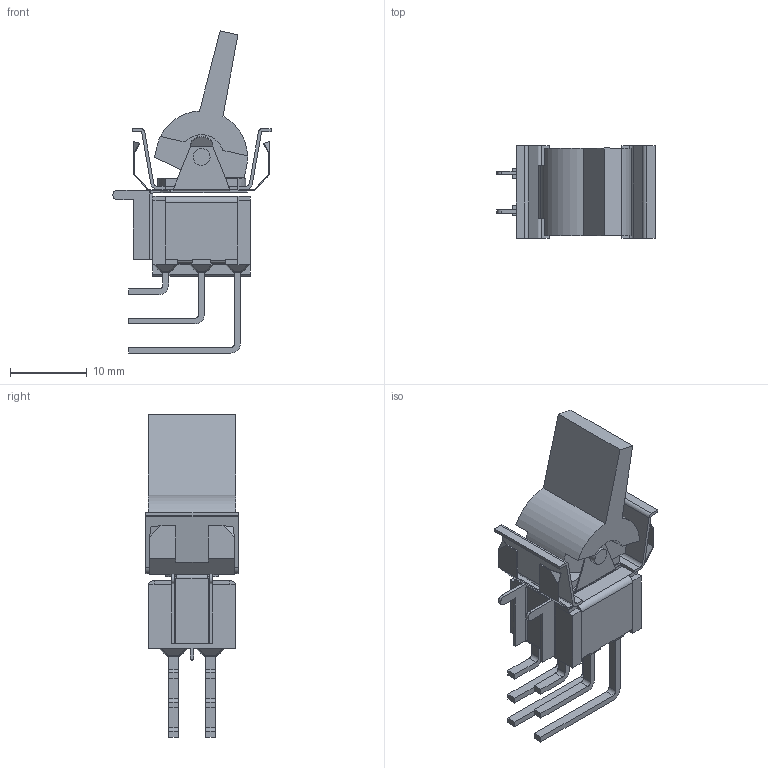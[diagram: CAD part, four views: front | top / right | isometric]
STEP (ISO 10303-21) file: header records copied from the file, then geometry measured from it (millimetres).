
FILE_DESCRIPTION(/* description */ (''),/* implementation_level */ '2;1');
FILE_NAME(/* name */ '300DPxR8xxxM7xE.stp',/* time_stamp */ '2026-01-19T14:37:00-06:00',/* author */ ('jmeyers'),/* organization */ (''),/* preprocessor_version */ 'ST-DEVELOPER v18.1',/* originating_system */ 'Autodesk Inventor 2022',/* authorisation */ '');
FILE_SCHEMA (('AUTOMOTIVE_DESIGN { 1 0 10303 214 3 1 1 }'));
Length unit declared in the file: inch
Products named in the file (1): Part30
Bounding box: 20.66 x 12.07 x 42.07 mm (x, y, z)
Volume: 1806.4 mm3; surface area: 4375.2 mm2
Topology: 1 solids, 2 shells, 556 faces, 1460 edges, 906 vertices
Faces by surface type: plane 418, cylinder 114, sphere 24
Full cylindrical faces by diameter (mm): 2.2 x4, 3.2 x1, 5.2 x1
Entity records: 16679 total; most frequent: CARTESIAN_POINT 2913, ORIENTED_EDGE 2872, DIRECTION 2796, EDGE_CURVE 1436, LINE 1186, VECTOR 1186, VERTEX_POINT 906, AXIS2_PLACEMENT_3D 805
